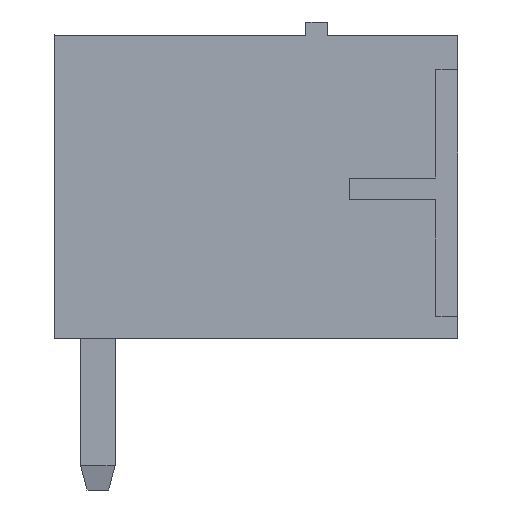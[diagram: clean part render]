
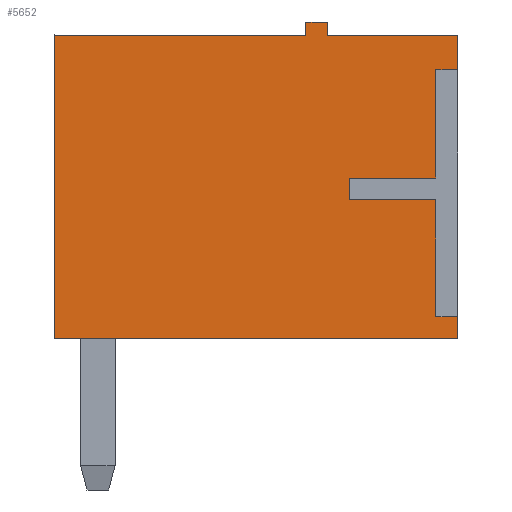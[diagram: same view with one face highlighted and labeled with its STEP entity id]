
A CAD part, left-side view. The second image highlights one B-rep face of the part: STEP entity #5652.
In plain terms, the highlighted planar face has unit normal (-1, 0, 0).
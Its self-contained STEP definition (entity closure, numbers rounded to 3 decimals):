
#295=FACE_OUTER_BOUND('',#614,.T.);
#614=EDGE_LOOP('',(#4577,#4578,#4579,#4580,#4581,#4582,#4583,#4584,#4585,
#4586,#4587,#4588,#4589,#4590,#4591,#4592));
#946=LINE('',#7935,#1681);
#976=LINE('',#8005,#1711);
#1137=LINE('',#8342,#1872);
#1141=LINE('',#8349,#1876);
#1269=LINE('',#8627,#2004);
#1275=LINE('',#8639,#2010);
#1276=LINE('',#8641,#2011);
#1278=LINE('',#8644,#2013);
#1280=LINE('',#8648,#2015);
#1283=LINE('',#8654,#2018);
#1286=LINE('',#8659,#2021);
#1288=LINE('',#8664,#2023);
#1289=LINE('',#8666,#2024);
#1290=LINE('',#8668,#2025);
#1291=LINE('',#8669,#2026);
#1292=LINE('',#8670,#2027);
#1681=VECTOR('',#6493,5.8);
#1711=VECTOR('',#6541,9.3);
#1872=VECTOR('',#6822,0.8);
#1876=VECTOR('',#6826,0.5);
#2004=VECTOR('',#7076,2.7);
#2010=VECTOR('',#7084,2.5);
#2011=VECTOR('',#7087,0.5);
#2013=VECTOR('',#7091,0.5);
#2015=VECTOR('',#7095,2.);
#2018=VECTOR('',#7100,0.5);
#2021=VECTOR('',#7105,2.);
#2023=VECTOR('',#7111,3.);
#2024=VECTOR('',#7112,0.3);
#2025=VECTOR('',#7113,0.5);
#2026=VECTOR('',#7114,0.3);
#2027=VECTOR('',#7115,7.);
#2330=VERTEX_POINT('',#7928);
#2333=VERTEX_POINT('',#7933);
#2362=VERTEX_POINT('',#8001);
#2364=VERTEX_POINT('',#8004);
#2479=VERTEX_POINT('',#8339);
#2480=VERTEX_POINT('',#8341);
#2483=VERTEX_POINT('',#8347);
#2570=VERTEX_POINT('',#8623);
#2572=VERTEX_POINT('',#8626);
#2574=VERTEX_POINT('',#8632);
#2577=VERTEX_POINT('',#8637);
#2578=VERTEX_POINT('',#8647);
#2580=VERTEX_POINT('',#8653);
#2582=VERTEX_POINT('',#8663);
#2583=VERTEX_POINT('',#8665);
#2584=VERTEX_POINT('',#8667);
#2917=EDGE_CURVE('',#2333,#2330,#946,.T.);
#2947=EDGE_CURVE('',#2362,#2364,#976,.T.);
#3116=EDGE_CURVE('',#2479,#2480,#1137,.T.);
#3120=EDGE_CURVE('',#2483,#2362,#1141,.T.);
#3255=EDGE_CURVE('',#2572,#2570,#1269,.T.);
#3261=EDGE_CURVE('',#2574,#2577,#1275,.T.);
#3262=EDGE_CURVE('',#2577,#2480,#1276,.T.);
#3264=EDGE_CURVE('',#2483,#2572,#1278,.T.);
#3266=EDGE_CURVE('',#2578,#2574,#1280,.T.);
#3269=EDGE_CURVE('',#2580,#2578,#1283,.T.);
#3272=EDGE_CURVE('',#2570,#2580,#1286,.T.);
#3274=EDGE_CURVE('',#2582,#2479,#1288,.T.);
#3275=EDGE_CURVE('',#2583,#2582,#1289,.T.);
#3276=EDGE_CURVE('',#2584,#2583,#1290,.T.);
#3277=EDGE_CURVE('',#2330,#2584,#1291,.T.);
#3278=EDGE_CURVE('',#2364,#2333,#1292,.T.);
#4577=ORIENTED_EDGE('',*,*,#3264,.T.);
#4578=ORIENTED_EDGE('',*,*,#3255,.T.);
#4579=ORIENTED_EDGE('',*,*,#3272,.T.);
#4580=ORIENTED_EDGE('',*,*,#3269,.T.);
#4581=ORIENTED_EDGE('',*,*,#3266,.T.);
#4582=ORIENTED_EDGE('',*,*,#3261,.T.);
#4583=ORIENTED_EDGE('',*,*,#3262,.T.);
#4584=ORIENTED_EDGE('',*,*,#3116,.F.);
#4585=ORIENTED_EDGE('',*,*,#3274,.F.);
#4586=ORIENTED_EDGE('',*,*,#3275,.F.);
#4587=ORIENTED_EDGE('',*,*,#3276,.F.);
#4588=ORIENTED_EDGE('',*,*,#3277,.F.);
#4589=ORIENTED_EDGE('',*,*,#2917,.F.);
#4590=ORIENTED_EDGE('',*,*,#3278,.F.);
#4591=ORIENTED_EDGE('',*,*,#2947,.F.);
#4592=ORIENTED_EDGE('',*,*,#3120,.F.);
#5137=PLANE('',#5961);
#5652=ADVANCED_FACE('',(#295),#5137,.T.);
#5961=AXIS2_PLACEMENT_3D('',#8662,#7109,#7110);
#6493=DIRECTION('',(0.,-1.,0.));
#6541=DIRECTION('',(0.,1.,0.));
#6822=DIRECTION('',(0.,0.,-1.));
#6826=DIRECTION('',(0.,0.,-1.));
#7076=DIRECTION('',(0.,0.,1.));
#7084=DIRECTION('',(0.,0.,1.));
#7087=DIRECTION('',(0.,-1.,0.));
#7091=DIRECTION('',(0.,1.,0.));
#7095=DIRECTION('',(0.,-1.,0.));
#7100=DIRECTION('',(0.,0.,1.));
#7105=DIRECTION('',(0.,1.,0.));
#7109=DIRECTION('center_axis',(-1.,0.,0.));
#7110=DIRECTION('ref_axis',(0.,0.,-1.));
#7111=DIRECTION('',(0.,-1.,0.));
#7112=DIRECTION('',(0.,0.,-1.));
#7113=DIRECTION('',(0.,-1.,0.));
#7114=DIRECTION('',(0.,0.,1.));
#7115=DIRECTION('',(0.,0.,1.));
#7928=CARTESIAN_POINT('',(-6.065,-4.8,7.));
#7933=CARTESIAN_POINT('',(-6.065,1.,7.));
#7935=CARTESIAN_POINT('',(-6.065,-0.5,7.));
#8001=CARTESIAN_POINT('',(-6.065,-8.3,0.));
#8004=CARTESIAN_POINT('',(-6.065,1.,0.));
#8005=CARTESIAN_POINT('',(-6.065,-0.5,0.));
#8339=CARTESIAN_POINT('',(-6.065,-8.3,7.));
#8341=CARTESIAN_POINT('',(-6.065,-8.3,6.2));
#8342=CARTESIAN_POINT('',(-6.065,-8.3,7.));
#8347=CARTESIAN_POINT('',(-6.065,-8.3,0.5));
#8349=CARTESIAN_POINT('',(-6.065,-8.3,7.));
#8623=CARTESIAN_POINT('',(-6.065,-7.8,3.2));
#8626=CARTESIAN_POINT('',(-6.065,-7.8,0.5));
#8627=CARTESIAN_POINT('',(-6.065,-7.8,3.75));
#8632=CARTESIAN_POINT('',(-6.065,-7.8,3.7));
#8637=CARTESIAN_POINT('',(-6.065,-7.8,6.2));
#8639=CARTESIAN_POINT('',(-6.065,-7.8,3.75));
#8641=CARTESIAN_POINT('',(-6.065,-4.15,6.2));
#8644=CARTESIAN_POINT('',(-6.065,-4.4,0.5));
#8647=CARTESIAN_POINT('',(-6.065,-5.8,3.7));
#8648=CARTESIAN_POINT('',(-6.065,-3.15,3.7));
#8653=CARTESIAN_POINT('',(-6.065,-5.8,3.2));
#8654=CARTESIAN_POINT('',(-6.065,-5.8,5.1));
#8659=CARTESIAN_POINT('',(-6.065,-4.15,3.2));
#8662=CARTESIAN_POINT('Origin',(-6.065,-0.5,7.));
#8663=CARTESIAN_POINT('',(-6.065,-5.3,7.));
#8664=CARTESIAN_POINT('',(-6.065,-0.5,7.));
#8665=CARTESIAN_POINT('',(-6.065,-5.3,7.3));
#8666=CARTESIAN_POINT('',(-6.065,-5.3,6.95));
#8667=CARTESIAN_POINT('',(-6.065,-4.8,7.3));
#8668=CARTESIAN_POINT('',(-6.065,-4.475,7.3));
#8669=CARTESIAN_POINT('',(-6.065,-4.8,7.1));
#8670=CARTESIAN_POINT('',(-6.065,1.,0.));
